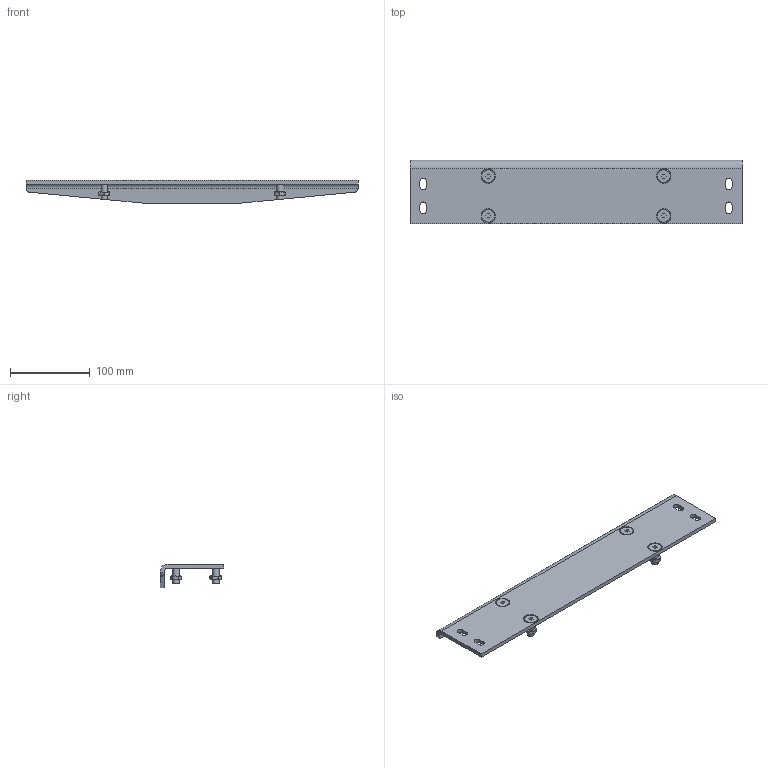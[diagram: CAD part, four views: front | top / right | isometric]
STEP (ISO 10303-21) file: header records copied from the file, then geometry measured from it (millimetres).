
FILE_DESCRIPTION(/* description */ ('Unknown'),/* implementation_level */ '2;1');
FILE_NAME(/* name */ '115.00165 Plattenträger SM kpl',/* time_stamp */ '2017-06-06T16:30:14+02:00',/* author */ ('Unknown'),/* organization */ ('Unknown'),/* preprocessor_version */ 'ST-DEVELOPER v16.7',/* originating_system */ 'DEX',/* authorisation */ $);
FILE_SCHEMA (('AUTOMOTIVE_DESIGN {1 0 10303 214 3 1 1}'));
Length unit declared in the file: millimetre
Products named in the file (4): 115.00165; 127.00223; 142.00279; 142.00068
Assembly tree (9 placements, depth 2):
  115.00165
    127.00223
    142.00279  x4
    142.00068  x4
Bounding box: 416 x 80 x 30 mm (x, y, z)
Volume: 202924.6 mm3; surface area: 90910.1 mm2
Topology: 9 solids, 9 shells, 182 faces, 416 edges, 256 vertices
Faces by surface type: plane 86, cone 68, cylinder 24, torus 4
Full cylindrical faces by diameter (mm): 6.647 x4, 8 x4, 9 x4
Entity records: 2974 total; most frequent: CARTESIAN_POINT 882, DIRECTION 366, ORIENTED_EDGE 330, EDGE_CURVE 165, AXIS2_PLACEMENT_3D 141, VERTEX_POINT 113, EDGE_LOOP 108, FACE_BOUND 108
